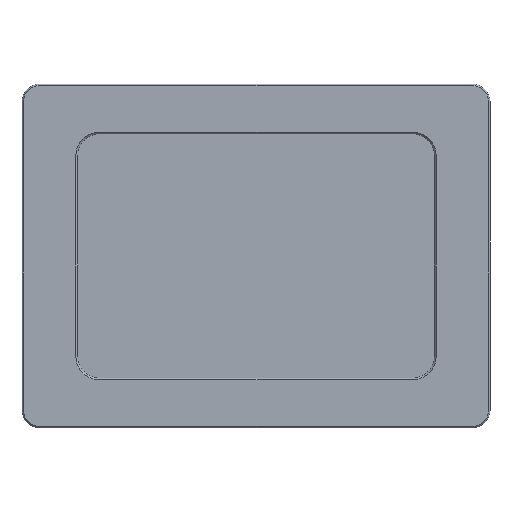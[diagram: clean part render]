
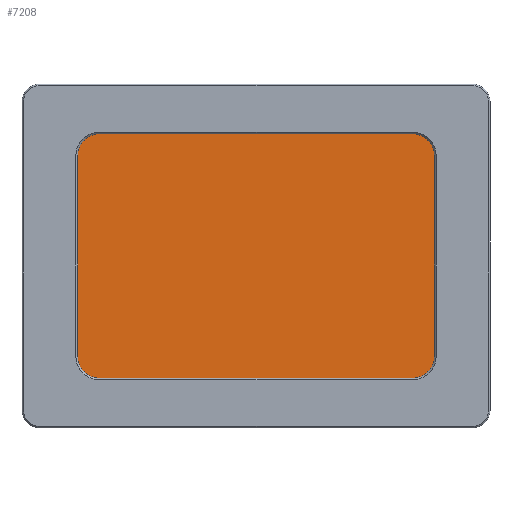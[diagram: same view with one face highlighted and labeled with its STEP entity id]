
A CAD part, top view. The second image highlights one B-rep face of the part: STEP entity #7208.
In plain terms, the highlighted planar face has unit normal (0, 0, 1).
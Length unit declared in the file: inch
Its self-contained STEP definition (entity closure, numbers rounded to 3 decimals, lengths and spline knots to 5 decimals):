
#270=PLANE('',#7693);
#503=FACE_OUTER_BOUND('',#958,.T.);
#958=EDGE_LOOP('',(#4922,#4923,#4924,#4925,#4926,#4927,#4928,#4929));
#1480=CIRCLE('',#7694,0.46575);
#1481=CIRCLE('',#7695,0.46575);
#1482=CIRCLE('',#7696,0.46575);
#1483=CIRCLE('',#7697,0.46575);
#1982=LINE('',#10583,#2535);
#1983=LINE('',#10587,#2536);
#1984=LINE('',#10591,#2537);
#1985=LINE('',#10595,#2538);
#2535=VECTOR('',#8451,0.3937);
#2536=VECTOR('',#8454,0.3937);
#2537=VECTOR('',#8457,0.3937);
#2538=VECTOR('',#8460,0.3937);
#3099=VERTEX_POINT('',#10581);
#3100=VERTEX_POINT('',#10582);
#3101=VERTEX_POINT('',#10584);
#3102=VERTEX_POINT('',#10586);
#3103=VERTEX_POINT('',#10588);
#3104=VERTEX_POINT('',#10590);
#3105=VERTEX_POINT('',#10592);
#3106=VERTEX_POINT('',#10594);
#3818=EDGE_CURVE('',#3099,#3100,#1982,.T.);
#3819=EDGE_CURVE('',#3101,#3099,#1480,.T.);
#3820=EDGE_CURVE('',#3102,#3101,#1983,.T.);
#3821=EDGE_CURVE('',#3103,#3102,#1481,.T.);
#3822=EDGE_CURVE('',#3104,#3103,#1984,.T.);
#3823=EDGE_CURVE('',#3105,#3104,#1482,.T.);
#3824=EDGE_CURVE('',#3106,#3105,#1985,.T.);
#3825=EDGE_CURVE('',#3100,#3106,#1483,.T.);
#4922=ORIENTED_EDGE('',*,*,#3818,.F.);
#4923=ORIENTED_EDGE('',*,*,#3819,.F.);
#4924=ORIENTED_EDGE('',*,*,#3820,.F.);
#4925=ORIENTED_EDGE('',*,*,#3821,.F.);
#4926=ORIENTED_EDGE('',*,*,#3822,.F.);
#4927=ORIENTED_EDGE('',*,*,#3823,.F.);
#4928=ORIENTED_EDGE('',*,*,#3824,.F.);
#4929=ORIENTED_EDGE('',*,*,#3825,.F.);
#7208=ADVANCED_FACE('',(#503),#270,.T.);
#7693=AXIS2_PLACEMENT_3D('',#10580,#8449,#8450);
#7694=AXIS2_PLACEMENT_3D('',#10585,#8452,#8453);
#7695=AXIS2_PLACEMENT_3D('',#10589,#8455,#8456);
#7696=AXIS2_PLACEMENT_3D('',#10593,#8458,#8459);
#7697=AXIS2_PLACEMENT_3D('',#10596,#8461,#8462);
#8449=DIRECTION('center_axis',(0.,0.,
1.));
#8450=DIRECTION('ref_axis',(1.,0.,0.));
#8451=DIRECTION('',(0.,-1.,0.));
#8452=DIRECTION('center_axis',(0.,0.,
-1.));
#8453=DIRECTION('ref_axis',(1.,0.,0.));
#8454=DIRECTION('',(1.,0.,0.));
#8455=DIRECTION('center_axis',(0.,0.,
-1.));
#8456=DIRECTION('ref_axis',(0.,1.,0.));
#8457=DIRECTION('',(0.,1.,0.));
#8458=DIRECTION('center_axis',(0.,0.,
-1.));
#8459=DIRECTION('ref_axis',(-1.,0.,0.));
#8460=DIRECTION('',(-1.,0.,0.));
#8461=DIRECTION('center_axis',(0.,0.,
-1.));
#8462=DIRECTION('ref_axis',(0.,-1.,0.));
#10580=CARTESIAN_POINT('Origin',(4.25495,3.65772,0.61776));
#10581=CARTESIAN_POINT('',(7.99495,5.78331,0.61776));
#10582=CARTESIAN_POINT('',(7.99495,1.52181,0.61776));
#10583=CARTESIAN_POINT('',(7.99495,4.18783,0.61776));
#10584=CARTESIAN_POINT('',(7.5292,6.24906,0.61776));
#10585=CARTESIAN_POINT('Origin',(7.5292,5.78331,0.61776));
#10586=CARTESIAN_POINT('',(0.87873,6.24906,0.61776));
#10587=CARTESIAN_POINT('',(3.39815,6.24906,0.61776));
#10588=CARTESIAN_POINT('',(0.41298,5.78331,0.61776));
#10589=CARTESIAN_POINT('Origin',(0.87873,5.78331,0.61776));
#10590=CARTESIAN_POINT('',(0.41298,1.52181,0.61776));
#10591=CARTESIAN_POINT('',(0.41298,3.12245,0.61776));
#10592=CARTESIAN_POINT('',(0.87873,1.05606,0.61776));
#10593=CARTESIAN_POINT('Origin',(0.87873,1.52181,0.61776));
#10594=CARTESIAN_POINT('',(7.5292,1.05606,0.61776));
#10595=CARTESIAN_POINT('',(5.06077,1.05606,0.61776));
#10596=CARTESIAN_POINT('Origin',(7.5292,1.52181,0.61776));
